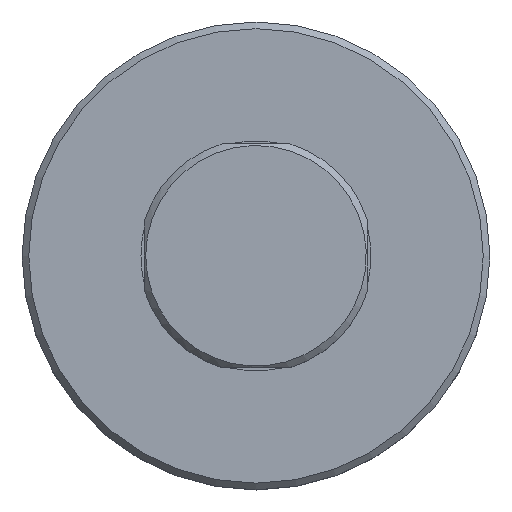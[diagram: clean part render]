
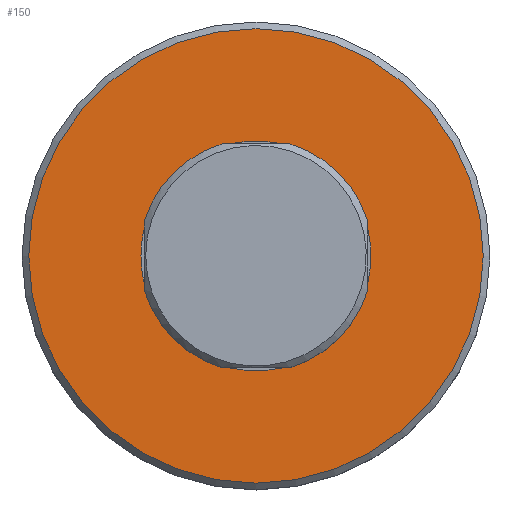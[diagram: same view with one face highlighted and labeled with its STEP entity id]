
A CAD part, top view. The second image highlights one B-rep face of the part: STEP entity #150.
In plain terms, the highlighted planar face has unit normal (0, 0, 1).
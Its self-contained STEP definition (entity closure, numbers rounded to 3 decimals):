
#150=ADVANCED_FACE('',(#182),#165,.T.);
#165=PLANE('',#514);
#182=FACE_OUTER_BOUND('',#220,.T.);
#220=EDGE_LOOP('',(#320));
#320=ORIENTED_EDGE('',*,*,#404,.F.);
#354=VERTEX_POINT('',#785);
#404=EDGE_CURVE('',#354,#354,#430,.T.);
#430=CIRCLE('',#498,34.);
#498=AXIS2_PLACEMENT_3D('',#784,#608,#609);
#514=AXIS2_PLACEMENT_3D('',#808,#640,#641);
#608=DIRECTION('',(0.,0.,-1.));
#609=DIRECTION('',(-1.,0.,0.));
#640=DIRECTION('',(0.,0.,1.));
#641=DIRECTION('',(-1.,0.,0.));
#784=CARTESIAN_POINT('',(0.,0.,0.));
#785=CARTESIAN_POINT('',(-34.,0.,0.));
#808=CARTESIAN_POINT('',(0.,-34.,0.));
